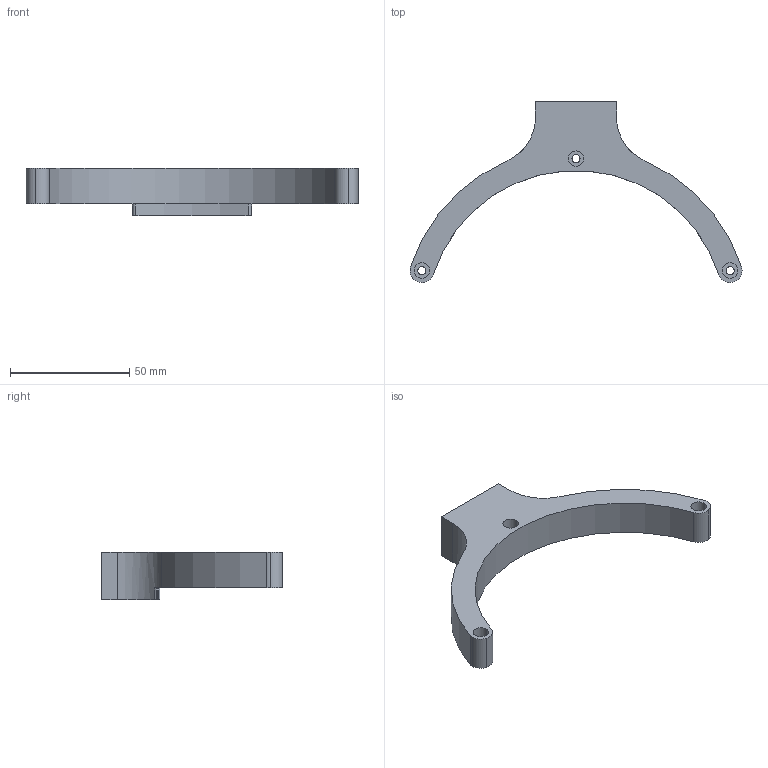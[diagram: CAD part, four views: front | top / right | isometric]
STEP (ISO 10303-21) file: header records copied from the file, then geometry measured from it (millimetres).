
FILE_DESCRIPTION (( 'STEP AP214' ), '1' );
FILE_NAME ('staffa PCpiccolo.STEP', '2013-07-17T14:21:39', ( '' ), ( '' ), 'SwSTEP 2.0', 'SolidWorks 2013', '' );
FILE_SCHEMA (( 'AUTOMOTIVE_DESIGN' ));
Length unit declared in the file: millimetre
Products named in the file (1): staffa PCpiccolo
Bounding box: 139.34 x 75.97 x 20 mm (x, y, z)
Volume: 40327.3 mm3; surface area: 13234.6 mm2
Topology: 1 solids, 1 shells, 63 faces, 162 edges, 98 vertices
Faces by surface type: cylinder 40, cone 12, plane 11
Entity records: 2036 total; most frequent: DIRECTION 360, CARTESIAN_POINT 312, ORIENTED_EDGE 300, EDGE_CURVE 150, AXIS2_PLACEMENT_3D 146, VERTEX_POINT 98, CIRCLE 82, EDGE_LOOP 78
